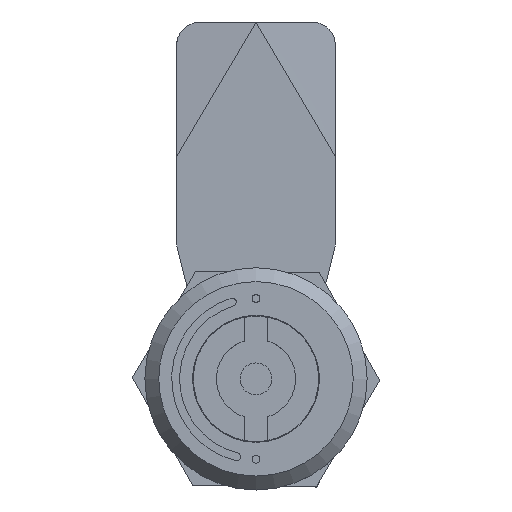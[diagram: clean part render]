
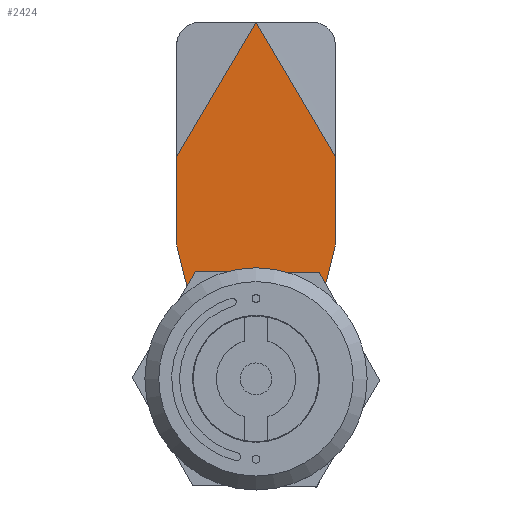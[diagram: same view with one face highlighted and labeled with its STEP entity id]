
A CAD part, top view. The second image highlights one B-rep face of the part: STEP entity #2424.
In plain terms, the highlighted planar face has unit normal (0, 0, 1).
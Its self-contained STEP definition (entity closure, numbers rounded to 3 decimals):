
#120=FACE_BOUND('',#835,.T.);
#201=LINE('',#3767,#418);
#209=LINE('',#3882,#426);
#210=LINE('',#3884,#427);
#211=LINE('',#3888,#428);
#212=LINE('',#3892,#429);
#213=LINE('',#3896,#430);
#214=LINE('',#3900,#431);
#215=LINE('',#3903,#432);
#216=LINE('',#3904,#433);
#217=LINE('',#3907,#434);
#218=LINE('',#3909,#435);
#219=LINE('',#3911,#436);
#220=LINE('',#3912,#437);
#418=VECTOR('',#3025,0.01);
#426=VECTOR('',#3037,19.721);
#427=VECTOR('',#3038,10.909);
#428=VECTOR('',#3041,9.493);
#429=VECTOR('',#3044,5.334);
#430=VECTOR('',#3047,5.334);
#431=VECTOR('',#3050,9.493);
#432=VECTOR('',#3053,10.909);
#433=VECTOR('',#3054,19.721);
#434=VECTOR('',#3055,8.);
#435=VECTOR('',#3056,8.);
#436=VECTOR('',#3057,8.);
#437=VECTOR('',#3058,8.);
#665=FACE_OUTER_BOUND('',#834,.T.);
#834=EDGE_LOOP('',(#1834,#1835,#1836,#1837,#1838,#1839,#1840,#1841,#1842,
#1843,#1844,#1845,#1846,#1847));
#835=EDGE_LOOP('',(#1848,#1849,#1850,#1851));
#988=CIRCLE('',#2620,2.);
#989=CIRCLE('',#2621,2.);
#990=CIRCLE('',#2622,8.5);
#991=CIRCLE('',#2623,2.);
#992=CIRCLE('',#2624,2.);
#1130=VERTEX_POINT('',#3764);
#1131=VERTEX_POINT('',#3766);
#1137=VERTEX_POINT('',#3823);
#1138=VERTEX_POINT('',#3863);
#1139=VERTEX_POINT('',#3883);
#1140=VERTEX_POINT('',#3885);
#1141=VERTEX_POINT('',#3887);
#1142=VERTEX_POINT('',#3889);
#1143=VERTEX_POINT('',#3891);
#1144=VERTEX_POINT('',#3893);
#1145=VERTEX_POINT('',#3895);
#1146=VERTEX_POINT('',#3897);
#1147=VERTEX_POINT('',#3899);
#1148=VERTEX_POINT('',#3901);
#1149=VERTEX_POINT('',#3905);
#1150=VERTEX_POINT('',#3906);
#1151=VERTEX_POINT('',#3908);
#1152=VERTEX_POINT('',#3910);
#1387=EDGE_CURVE('',#1131,#1130,#201,.T.);
#1399=EDGE_CURVE('',#1138,#1130,#209,.T.);
#1400=EDGE_CURVE('',#1138,#1139,#210,.T.);
#1401=EDGE_CURVE('',#1140,#1139,#988,.T.);
#1402=EDGE_CURVE('',#1140,#1141,#211,.T.);
#1403=EDGE_CURVE('',#1142,#1141,#989,.T.);
#1404=EDGE_CURVE('',#1142,#1143,#212,.T.);
#1405=EDGE_CURVE('',#1143,#1144,#990,.T.);
#1406=EDGE_CURVE('',#1144,#1145,#213,.T.);
#1407=EDGE_CURVE('',#1146,#1145,#991,.T.);
#1408=EDGE_CURVE('',#1146,#1147,#214,.T.);
#1409=EDGE_CURVE('',#1148,#1147,#992,.T.);
#1410=EDGE_CURVE('',#1148,#1137,#215,.T.);
#1411=EDGE_CURVE('',#1137,#1131,#216,.T.);
#1412=EDGE_CURVE('',#1149,#1150,#217,.T.);
#1413=EDGE_CURVE('',#1150,#1151,#218,.T.);
#1414=EDGE_CURVE('',#1151,#1152,#219,.T.);
#1415=EDGE_CURVE('',#1152,#1149,#220,.T.);
#1834=ORIENTED_EDGE('',*,*,#1387,.T.);
#1835=ORIENTED_EDGE('',*,*,#1399,.F.);
#1836=ORIENTED_EDGE('',*,*,#1400,.T.);
#1837=ORIENTED_EDGE('',*,*,#1401,.F.);
#1838=ORIENTED_EDGE('',*,*,#1402,.T.);
#1839=ORIENTED_EDGE('',*,*,#1403,.F.);
#1840=ORIENTED_EDGE('',*,*,#1404,.T.);
#1841=ORIENTED_EDGE('',*,*,#1405,.T.);
#1842=ORIENTED_EDGE('',*,*,#1406,.T.);
#1843=ORIENTED_EDGE('',*,*,#1407,.F.);
#1844=ORIENTED_EDGE('',*,*,#1408,.T.);
#1845=ORIENTED_EDGE('',*,*,#1409,.F.);
#1846=ORIENTED_EDGE('',*,*,#1410,.T.);
#1847=ORIENTED_EDGE('',*,*,#1411,.T.);
#1848=ORIENTED_EDGE('',*,*,#1412,.T.);
#1849=ORIENTED_EDGE('',*,*,#1413,.T.);
#1850=ORIENTED_EDGE('',*,*,#1414,.T.);
#1851=ORIENTED_EDGE('',*,*,#1415,.T.);
#2305=PLANE('',#2619);
#2424=ADVANCED_FACE('',(#665,#120),#2305,.T.);
#2619=AXIS2_PLACEMENT_3D('',#3881,#3035,#3036);
#2620=AXIS2_PLACEMENT_3D('',#3886,#3039,#3040);
#2621=AXIS2_PLACEMENT_3D('',#3890,#3042,#3043);
#2622=AXIS2_PLACEMENT_3D('',#3894,#3045,#3046);
#2623=AXIS2_PLACEMENT_3D('',#3898,#3048,#3049);
#2624=AXIS2_PLACEMENT_3D('',#3902,#3051,#3052);
#3025=DIRECTION('',(-1.,0.,0.));
#3035=DIRECTION('center_axis',(0.,0.,1.));
#3036=DIRECTION('ref_axis',(1.,0.,0.));
#3037=DIRECTION('',(0.507,0.862,0.));
#3038=DIRECTION('',(0.,-1.,0.));
#3039=DIRECTION('center_axis',(0.,0.,-1.));
#3040=DIRECTION('ref_axis',(-0.992,-0.124,0.));
#3041=DIRECTION('',(0.246,-0.969,0.));
#3042=DIRECTION('center_axis',(0.,0.,1.));
#3043=DIRECTION('ref_axis',(0.999,0.046,0.));
#3044=DIRECTION('',(-0.156,-0.988,0.));
#3045=DIRECTION('center_axis',(0.,0.,1.));
#3046=DIRECTION('ref_axis',(1.,0.,0.));
#3047=DIRECTION('',(-0.156,0.988,0.));
#3048=DIRECTION('center_axis',(0.,0.,1.));
#3049=DIRECTION('ref_axis',(-0.999,0.046,0.));
#3050=DIRECTION('',(0.246,0.969,0.));
#3051=DIRECTION('center_axis',(0.,0.,-1.));
#3052=DIRECTION('ref_axis',(0.992,-0.124,0.));
#3053=DIRECTION('',(0.,1.,0.));
#3054=DIRECTION('',(-0.507,0.862,0.));
#3055=DIRECTION('',(0.,1.,0.));
#3056=DIRECTION('',(1.,0.,0.));
#3057=DIRECTION('',(0.,-1.,0.));
#3058=DIRECTION('',(-1.,0.,0.));
#3764=CARTESIAN_POINT('',(-0.005,45.,3.));
#3766=CARTESIAN_POINT('',(0.005,45.,3.));
#3767=CARTESIAN_POINT('',(-0.005,45.,3.));
#3823=CARTESIAN_POINT('',(10.,28.,3.));
#3863=CARTESIAN_POINT('',(-10.,28.,3.));
#3881=CARTESIAN_POINT('Origin',(0.,0.,
3.));
#3882=CARTESIAN_POINT('',(-10.,28.,3.));
#3883=CARTESIAN_POINT('',(-10.,17.091,3.));
#3884=CARTESIAN_POINT('',(-10.,28.,3.));
#3885=CARTESIAN_POINT('',(-9.938,16.599,3.));
#3886=CARTESIAN_POINT('Origin',(-8.,17.091,3.));
#3887=CARTESIAN_POINT('',(-7.601,7.398,3.));
#3888=CARTESIAN_POINT('',(-10.,16.841,3.));
#3889=CARTESIAN_POINT('',(-7.564,6.594,3.));
#3890=CARTESIAN_POINT('Origin',(-9.54,6.906,3.));
#3891=CARTESIAN_POINT('',(-8.396,1.326,3.));
#3892=CARTESIAN_POINT('',(-7.5,7.,3.));
#3893=CARTESIAN_POINT('',(8.396,1.326,3.));
#3894=CARTESIAN_POINT('Origin',(0.,0.,3.));
#3895=CARTESIAN_POINT('',(7.564,6.594,3.));
#3896=CARTESIAN_POINT('',(8.396,1.326,3.));
#3897=CARTESIAN_POINT('',(7.601,7.398,3.));
#3898=CARTESIAN_POINT('Origin',(9.54,6.906,3.));
#3899=CARTESIAN_POINT('',(9.938,16.599,3.));
#3900=CARTESIAN_POINT('',(7.5,7.,3.));
#3901=CARTESIAN_POINT('',(10.,17.091,3.));
#3902=CARTESIAN_POINT('Origin',(8.,17.091,3.));
#3903=CARTESIAN_POINT('',(10.,16.841,3.));
#3904=CARTESIAN_POINT('',(10.,28.,3.));
#3905=CARTESIAN_POINT('',(-4.,-3.4,3.));
#3906=CARTESIAN_POINT('',(-4.,4.6,3.));
#3907=CARTESIAN_POINT('',(-4.,-1.7,3.));
#3908=CARTESIAN_POINT('',(4.,4.6,3.));
#3909=CARTESIAN_POINT('',(-2.,4.6,3.));
#3910=CARTESIAN_POINT('',(4.,-3.4,3.));
#3911=CARTESIAN_POINT('',(4.,2.3,3.));
#3912=CARTESIAN_POINT('',(2.,-3.4,3.));
